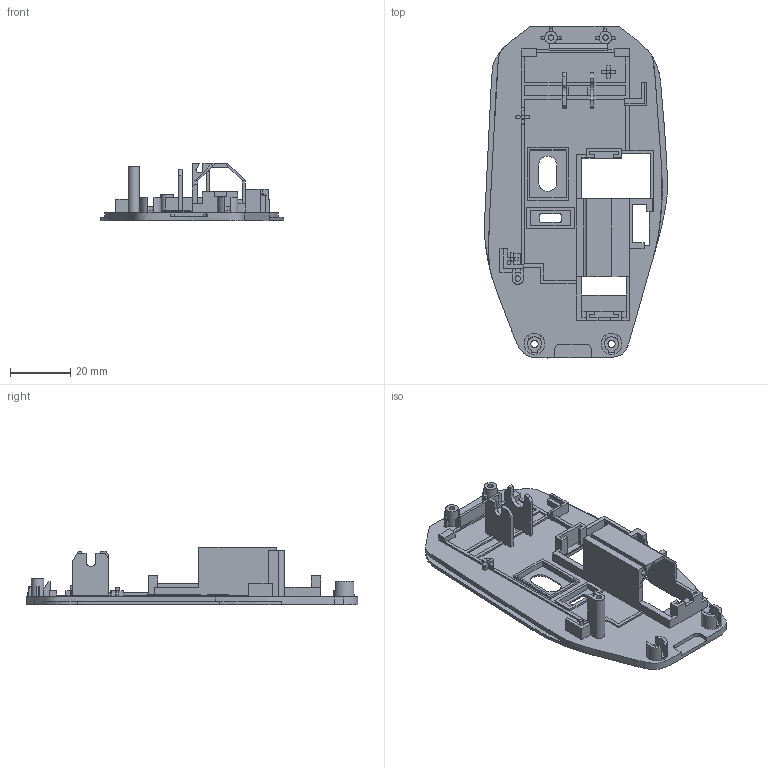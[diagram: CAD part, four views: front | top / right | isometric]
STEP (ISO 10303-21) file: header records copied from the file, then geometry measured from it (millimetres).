
FILE_DESCRIPTION(/* description */ ('STEP AP242 Edition 2','CAx-IF Rec.Pracs.---Representation and Presentation of Product Manufacturing Information (PMI)---4.0---2014-10-13','CAx-IF Rec.Pracs.---3D Tessellated Geometry---0.4---2014-09-14','2;1','CAx-IF Rec.Pracs.---User Defined Attributes---1.5---2016-08-15'),/* implementation_level */ '2;1');
FILE_NAME(/* name */ 'b4052381-be8e-4674-89a4-6e3db7694aa6',/* time_stamp */ '2025-12-05T09:04:32Z',/* author */ (''),/* organization */ (''),/* preprocessor_version */ 'ST-DEVELOPER v20',/* originating_system */ 'ONSHAPE BY PTC INC, 1.207',/* authorisation */ ' ');
FILE_SCHEMA (('AP242_MANAGED_MODEL_BASED_3D_ENGINEERING_MIM_LF { 1 0 10303 442 3 1 4 }'));
Length unit declared in the file: metre
Products named in the file (1): base
Bounding box: 61.04 x 110.65 x 19.1 mm (x, y, z)
Volume: 16044.1 mm3; surface area: 17952.1 mm2
Topology: 1 solids, 1 shells, 647 faces, 1850 edges, 1238 vertices
Faces by surface type: plane 486, cylinder 98, bspline 61, cone 2
Full cylindrical faces by diameter (mm): 1.267 x3, 1.824 x3, 1.85 x2, 2.4 x2, 3.8 x2, 4.2 x2, 6.95 x2
Entity records: 25301 total; most frequent: CARTESIAN_POINT 8807, ORIENTED_EDGE 3660, DIRECTION 3001, EDGE_CURVE 1830, LINE 1417, VECTOR 1417, VERTEX_POINT 1234, AXIS2_PLACEMENT_3D 792
